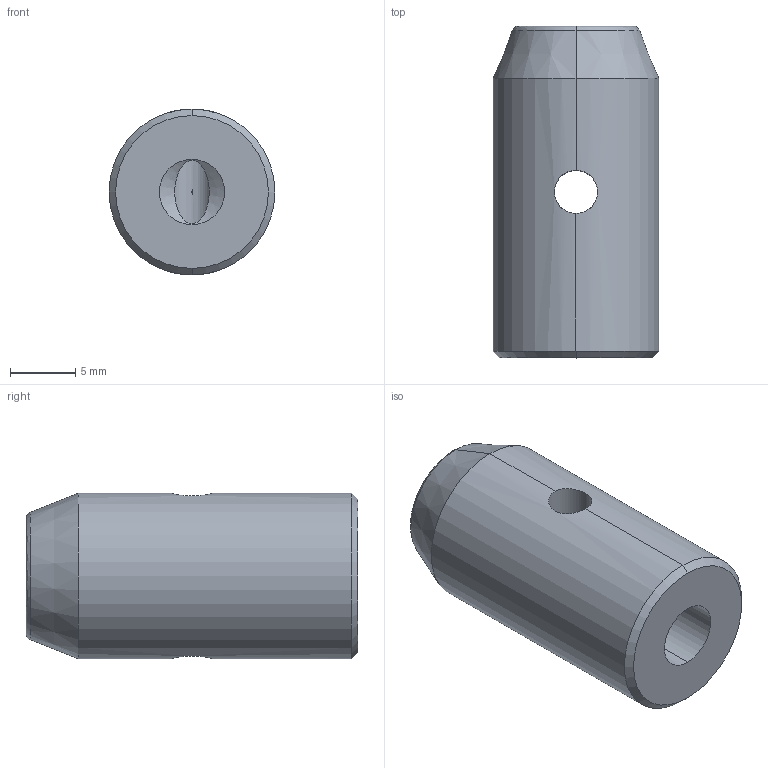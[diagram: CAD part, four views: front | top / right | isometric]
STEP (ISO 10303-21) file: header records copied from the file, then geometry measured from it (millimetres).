
FILE_DESCRIPTION (( 'STEP AP214' ), '1' );
FILE_NAME ('524200.STEP', '2019-10-14T01:29:31', ( '' ), ( '' ), 'SwSTEP 2.0', 'SolidWorks 2016', '' );
FILE_SCHEMA (( 'AUTOMOTIVE_DESIGN' ));
Length unit declared in the file: millimetre
Products named in the file (1): 524200
Bounding box: 12.7 x 25.4 x 12.7 mm (x, y, z)
Volume: 2677.9 mm3; surface area: 1558.7 mm2
Topology: 1 solids, 1 shells, 20 faces, 50 edges, 30 vertices
Faces by surface type: cylinder 8, cone 8, bspline 2, plane 2
Entity records: 855 total; most frequent: CARTESIAN_POINT 356, ORIENTED_EDGE 100, DIRECTION 92, EDGE_CURVE 50, AXIS2_PLACEMENT_3D 37, VERTEX_POINT 30, EDGE_LOOP 24, FACE_OUTER_BOUND 20
